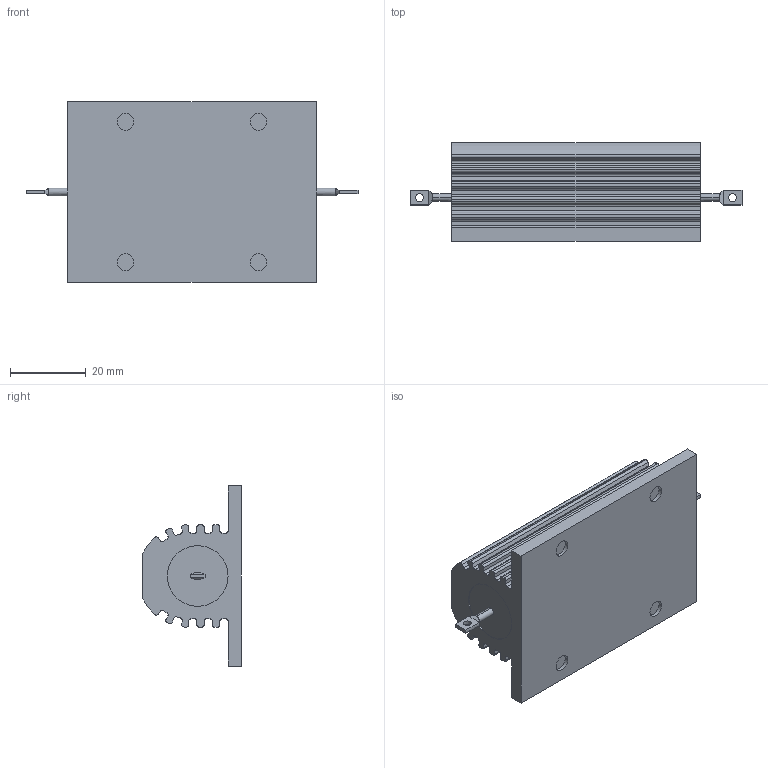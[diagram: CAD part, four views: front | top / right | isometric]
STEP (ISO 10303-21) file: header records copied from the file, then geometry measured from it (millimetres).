
FILE_DESCRIPTION((''),'2;1');
FILE_NAME('C-5-1625999-2','2017-12-27T',('workeradm'),('TE Connectivity Ltd.'),'CREO PARAMETRIC BY PTC INC, 2016050','CREO PARAMETRIC BY PTC INC, 2016050','');
FILE_SCHEMA(('AUTOMOTIVE_DESIGN { 1 0 10303 214 1 1 1 1 }'));
Length unit declared in the file: millimetre
Products named in the file (1): C-5-1625999-2
Bounding box: 87.5 x 26 x 47.5 mm (x, y, z)
Volume: 43852.4 mm3; surface area: 12829.4 mm2
Topology: 1 solids, 1 shells, 144 faces, 374 edges, 244 vertices
Faces by surface type: cylinder 76, plane 64, cone 4
Entity records: 5706 total; most frequent: CARTESIAN_POINT 852, DIRECTION 814, ORIENTED_EDGE 748, PRESENTATION_STYLE_ASSIGNMENT 375, STYLED_ITEM 375, CURVE_STYLE 374, EDGE_CURVE 374, AXIS2_PLACEMENT_3D 304
